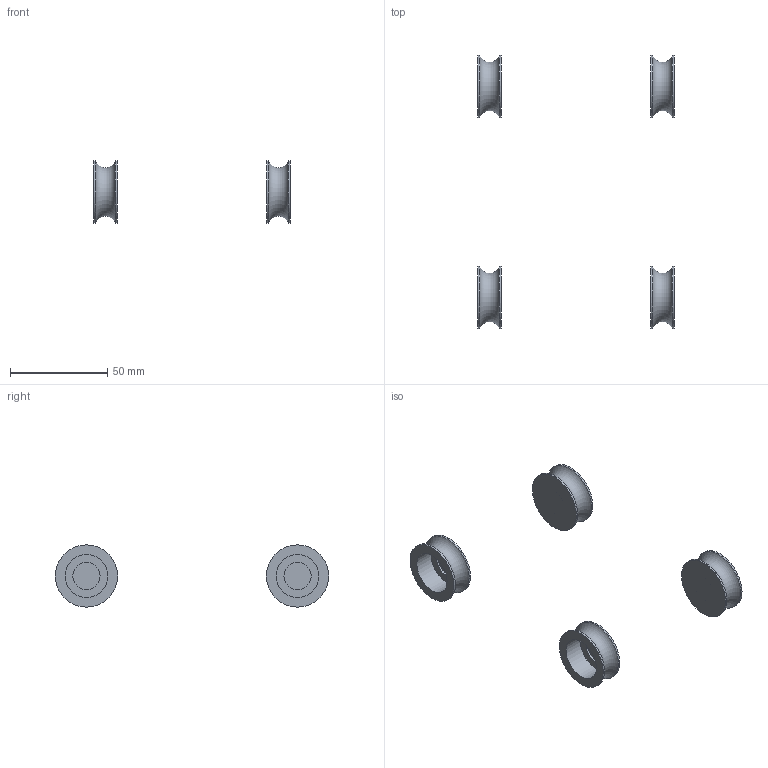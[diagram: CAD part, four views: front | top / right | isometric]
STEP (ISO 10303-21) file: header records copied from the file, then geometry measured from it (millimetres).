
FILE_DESCRIPTION(/* description */ (''),/* implementation_level */ '2;1');
FILE_NAME(/* name */ 'STL''s/spol holder by Program FreakHD/Prusa_I3_Adjustable_Spool_Holder/Spool Holder STEP Files/Spool_Holder_Rollers.step',/* time_stamp */ '2021-01-25T14:40:59+01:00',/* author */ (''),/* organization */ (''),/* preprocessor_version */ 'ST-DEVELOPER v18.1',/* originating_system */ 'Autodesk Translation Framework v9.7.1.1290',/* authorisation */ '');
FILE_SCHEMA (('AUTOMOTIVE_DESIGN { 1 0 10303 214 3 1 1 }'));
Length unit declared in the file: millimetre
Products named in the file (1): Spool_Holder_Rollers
Bounding box: 101 x 140.57 x 32 mm (x, y, z)
Volume: 12703.8 mm3; surface area: 14802.2 mm2
Topology: 4 solids, 4 shells, 36 faces, 52 edges, 32 vertices
Faces by surface type: cylinder 16, plane 16, torus 4
Full cylindrical faces by diameter (mm): 14 x4, 22 x4, 32 x8
Entity records: 818 total; most frequent: DIRECTION 162, CARTESIAN_POINT 121, ORIENTED_EDGE 104, AXIS2_PLACEMENT_3D 73, EDGE_CURVE 52, EDGE_LOOP 44, FACE_OUTER_BOUND 36, CIRCLE 36
